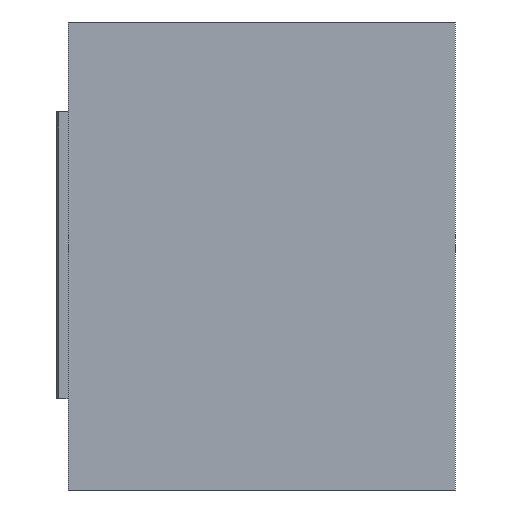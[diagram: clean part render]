
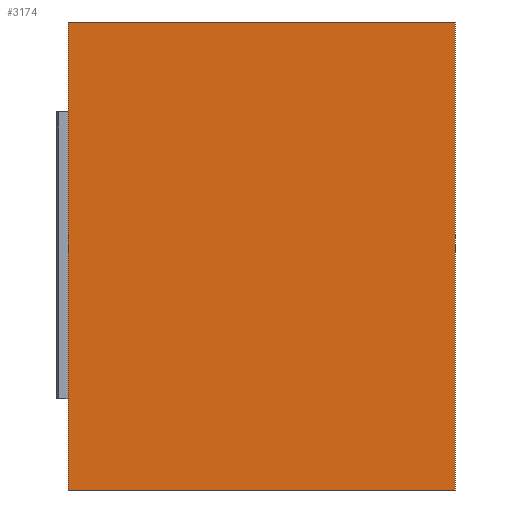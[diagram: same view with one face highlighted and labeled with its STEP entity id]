
A CAD part, left-side view. The second image highlights one B-rep face of the part: STEP entity #3174.
In plain terms, the highlighted planar face has unit normal (-1, 0, 0).
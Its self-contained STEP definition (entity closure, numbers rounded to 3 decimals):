
#60 = EDGE_CURVE ( 'NONE', #5641, #2004, #4206, .T. ) ;
#419 = CARTESIAN_POINT ( 'NONE',  ( 6.5, 6.573, 0. ) ) ;
#451 = DIRECTION ( 'NONE',  ( 0., 0., -1. ) ) ;
#558 = VECTOR ( 'NONE', #3878, 1000. ) ;
#696 = DIRECTION ( 'NONE',  ( 0., 0., -1. ) ) ;
#762 = PLANE ( 'NONE',  #5178 ) ;
#909 = EDGE_CURVE ( 'NONE', #2935, #6916, #3243, .T. ) ;
#1248 = CARTESIAN_POINT ( 'NONE',  ( 6.5, 6.573, 308. ) ) ;
#1536 = LINE ( 'NONE', #1613, #558 ) ;
#1601 = EDGE_CURVE ( 'NONE', #5641, #2935, #1536, .T. ) ;
#1613 = CARTESIAN_POINT ( 'NONE',  ( 6.5, 0., 308. ) ) ;
#1794 = EDGE_CURVE ( 'NONE', #2004, #6916, #5622, .T. ) ;
#2004 = VERTEX_POINT ( 'NONE', #419 ) ;
#2010 = EDGE_LOOP ( 'NONE', ( #4453, #2280, #4802, #4082 ) ) ;
#2231 = CARTESIAN_POINT ( 'NONE',  ( 6.5, 0., 0. ) ) ;
#2280 = ORIENTED_EDGE ( 'NONE', *, *, #60, .F. ) ;
#2935 = VERTEX_POINT ( 'NONE', #6778 ) ;
#3174 = ADVANCED_FACE ( 'NONE', ( #3648 ), #762, .T. ) ;
#3243 = LINE ( 'NONE', #5465, #5423 ) ;
#3335 = VECTOR ( 'NONE', #696, 1000. ) ;
#3500 = DIRECTION ( 'NONE',  ( 0., 1., 0. ) ) ;
#3576 = DIRECTION ( 'NONE',  ( 0., 0., 1. ) ) ;
#3648 = FACE_OUTER_BOUND ( 'NONE', #2010, .T. ) ;
#3878 = DIRECTION ( 'NONE',  ( 0., 1., 0. ) ) ;
#4082 = ORIENTED_EDGE ( 'NONE', *, *, #909, .T. ) ;
#4206 = LINE ( 'NONE', #1248, #3335 ) ;
#4354 = CARTESIAN_POINT ( 'NONE',  ( 6.5, 261.373, 0. ) ) ;
#4453 = ORIENTED_EDGE ( 'NONE', *, *, #1794, .F. ) ;
#4802 = ORIENTED_EDGE ( 'NONE', *, *, #1601, .T. ) ;
#4816 = VECTOR ( 'NONE', #3500, 1000. ) ;
#5178 = AXIS2_PLACEMENT_3D ( 'NONE', #5223, #6921, #3576 ) ;
#5223 = CARTESIAN_POINT ( 'NONE',  ( 6.5, 0., 308. ) ) ;
#5423 = VECTOR ( 'NONE', #451, 1000. ) ;
#5465 = CARTESIAN_POINT ( 'NONE',  ( 6.5, 261.373, 308. ) ) ;
#5622 = LINE ( 'NONE', #2231, #4816 ) ;
#5641 = VERTEX_POINT ( 'NONE', #5812 ) ;
#5812 = CARTESIAN_POINT ( 'NONE',  ( 6.5, 6.573, 308. ) ) ;
#6778 = CARTESIAN_POINT ( 'NONE',  ( 6.5, 261.373, 308. ) ) ;
#6916 = VERTEX_POINT ( 'NONE', #4354 ) ;
#6921 = DIRECTION ( 'NONE',  ( -1., 0., 0. ) ) ;
